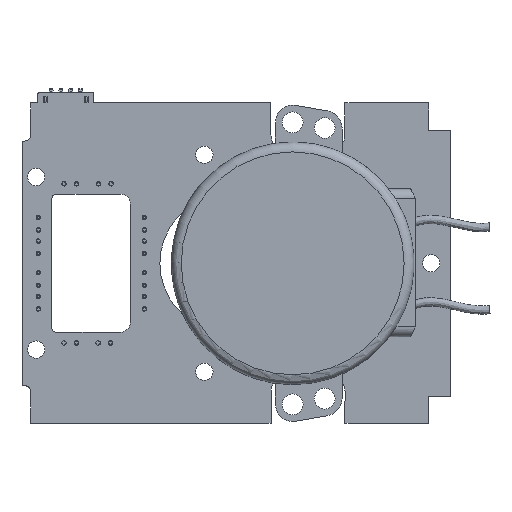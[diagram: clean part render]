
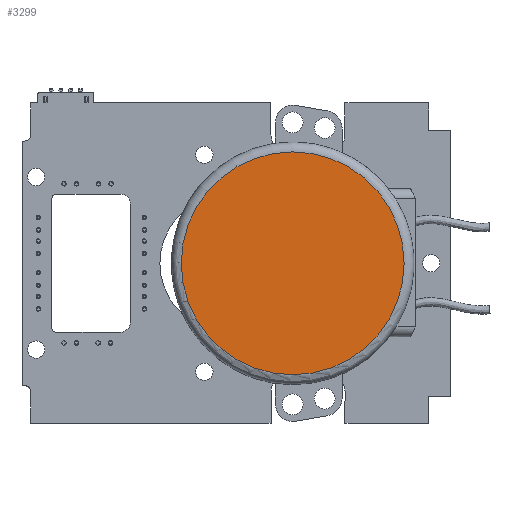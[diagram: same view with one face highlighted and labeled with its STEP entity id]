
A CAD part, front view. The second image highlights one B-rep face of the part: STEP entity #3299.
In plain terms, the highlighted planar face has unit normal (0, -1, 0).
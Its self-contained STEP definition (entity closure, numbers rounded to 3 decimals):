
#2400=CIRCLE('',#20994,22.6);
#3299=ADVANCED_FACE('NONE',(#4919),#4042,.T.);
#4042=PLANE('',#20995);
#4919=FACE_OUTER_BOUND('',#5945,.T.);
#5945=EDGE_LOOP('',(#11007));
#11007=ORIENTED_EDGE('',*,*,#15372,.T.);
#12811=VERTEX_POINT('',#31578);
#15372=EDGE_CURVE('',#12811,#12811,#2400,.T.);
#20994=AXIS2_PLACEMENT_3D('',#31577,#25629,#25630);
#20995=AXIS2_PLACEMENT_3D('',#31579,#25631,#25632);
#25629=DIRECTION('',(0.,-1.,0.));
#25630=DIRECTION('',(0.,0.,1.));
#25631=DIRECTION('',(0.,-1.,0.));
#25632=DIRECTION('',(0.,0.,1.));
#31577=CARTESIAN_POINT('',(55.997,-18.458,329.478));
#31578=CARTESIAN_POINT('',(55.997,-18.458,352.078));
#31579=CARTESIAN_POINT('',(55.997,-18.458,329.478));
